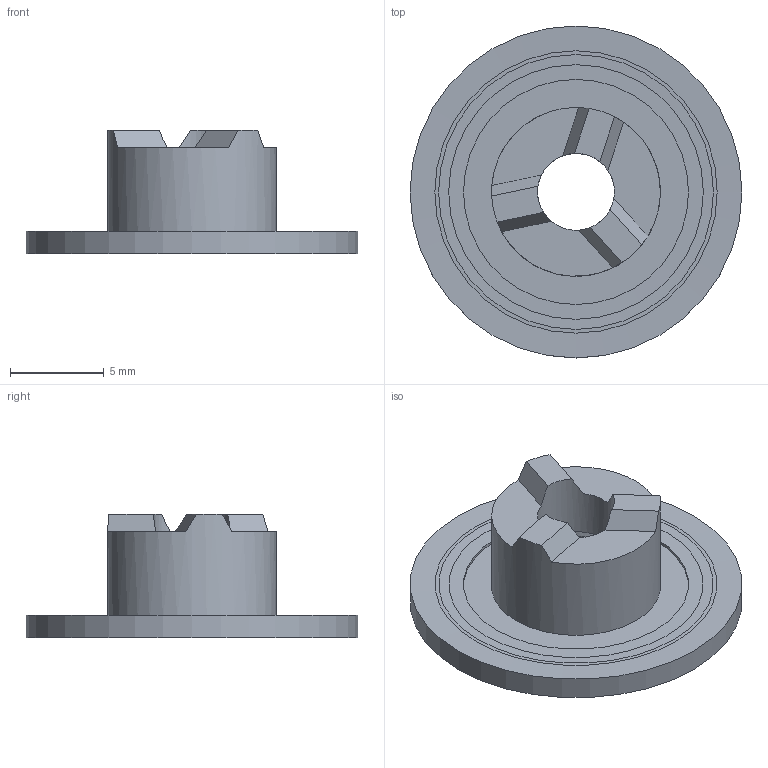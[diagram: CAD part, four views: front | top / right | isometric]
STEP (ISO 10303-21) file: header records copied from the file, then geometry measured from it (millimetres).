
FILE_DESCRIPTION(/* description */ (''),/* implementation_level */ '2;1');
FILE_NAME(/* name */ 'R335.14-177110C.09Z6-M02_Basic.stp',/* time_stamp */ '2024-09-05T10:57:16+05:00',/* author */ (''),/* organization */ (''),/* preprocessor_version */ 'ST-DEVELOPER v16.7',/* originating_system */ 'SIEMENS PLM Software NX 12.0',/* authorisation */ '');
FILE_SCHEMA (('AUTOMOTIVE_DESIGN { 1 0 10303 214 3 1 1 1 }'));
Length unit declared in the file: millimetre
Products named in the file (1): inpu361CE4F6bjxi
Bounding box: 17.7 x 17.7 x 6.6 mm (x, y, z)
Volume: 443.5 mm3; surface area: 876.2 mm2
Topology: 2 solids, 2 shells, 31 faces, 76 edges, 51 vertices
Faces by surface type: plane 14, cylinder 7, cone 5, revolution 5
Full cylindrical faces by diameter (mm): 4.1 x1, 6.1 x1, 9 x1, 12 x1, 14.655 x2, 17.7 x1
Entity records: 943 total; most frequent: CARTESIAN_POINT 225, DIRECTION 137, ORIENTED_EDGE 110, AXIS2_PLACEMENT_3D 60, EDGE_CURVE 55, EDGE_LOOP 50, VERTEX_POINT 43, FACE_BOUND 38
